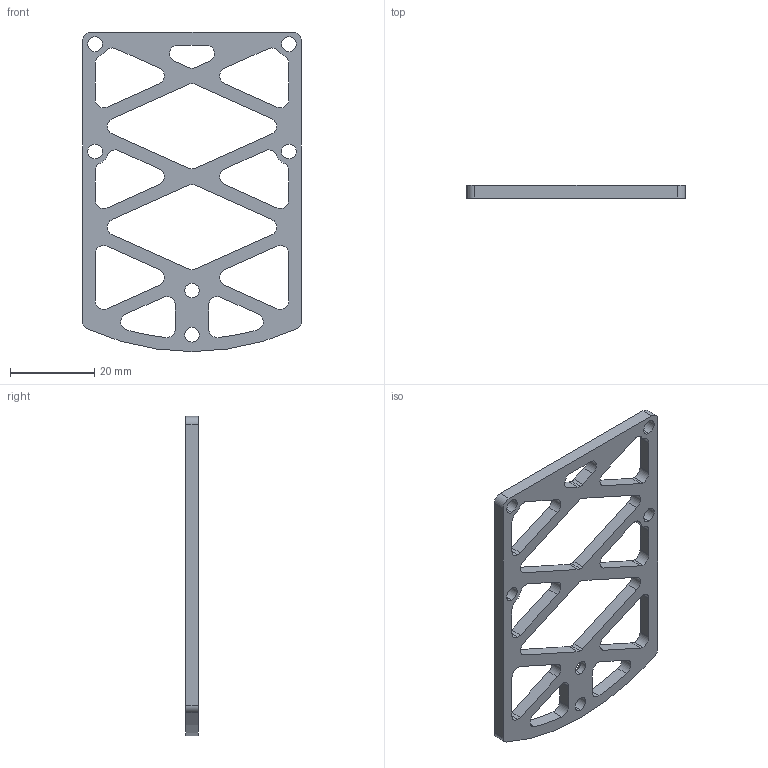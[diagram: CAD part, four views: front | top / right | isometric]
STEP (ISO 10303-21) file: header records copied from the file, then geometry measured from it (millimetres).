
FILE_DESCRIPTION (( 'STEP AP214' ), '1' );
FILE_NAME ('base.STEP', '2014-10-03T21:31:43', ( '' ), ( '' ), 'SwSTEP 2.0', 'SolidWorks 2014', '' );
FILE_SCHEMA (( 'AUTOMOTIVE_DESIGN' ));
Length unit declared in the file: millimetre
Products named in the file (1): base
Bounding box: 52 x 3 x 75.8 mm (x, y, z)
Volume: 5125.2 mm3; surface area: 6089 mm2
Topology: 1 solids, 1 shells, 116 faces, 340 edges, 226 vertices
Faces by surface type: cylinder 76, plane 38, cone 2
Entity records: 4024 total; most frequent: DIRECTION 728, CARTESIAN_POINT 683, ORIENTED_EDGE 680, EDGE_CURVE 340, AXIS2_PLACEMENT_3D 271, VERTEX_POINT 226, LINE 186, VECTOR 186
